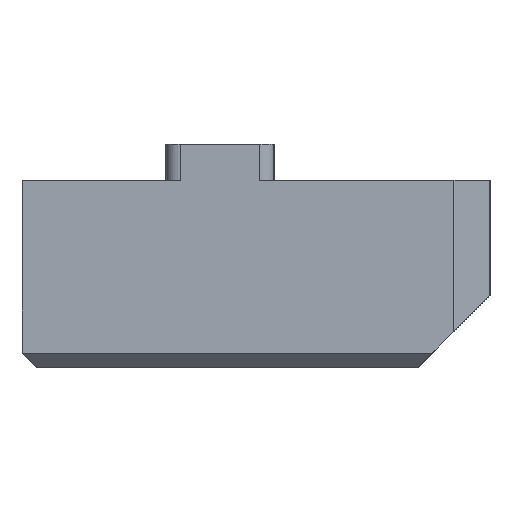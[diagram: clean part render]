
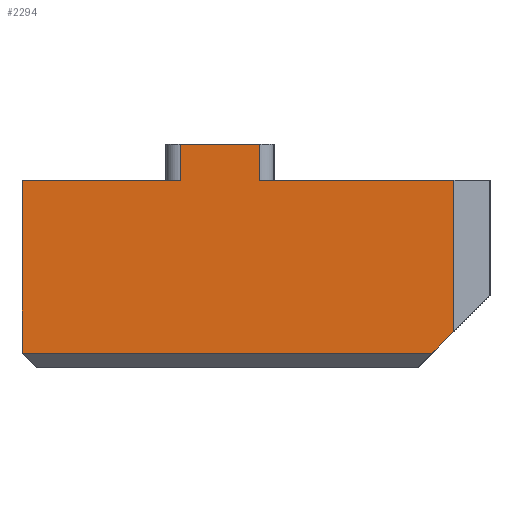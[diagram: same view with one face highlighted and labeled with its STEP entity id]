
A CAD part, left-side view. The second image highlights one B-rep face of the part: STEP entity #2294.
In plain terms, the highlighted planar face has unit normal (-1, 0, 0).
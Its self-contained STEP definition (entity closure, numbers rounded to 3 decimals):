
#73=PLANE('',#2457);
#156=FACE_OUTER_BOUND('',#289,.T.);
#289=EDGE_LOOP('',(#1644,#1645,#1646,#1647,#1648,#1649,#1650,#1651,#1652));
#443=LINE('',#3511,#677);
#445=LINE('',#3515,#679);
#449=LINE('',#3523,#683);
#450=LINE('',#3525,#684);
#451=LINE('',#3527,#685);
#452=LINE('',#3529,#686);
#453=LINE('',#3531,#687);
#454=LINE('',#3533,#688);
#455=LINE('',#3534,#689);
#677=VECTOR('',#2761,10.);
#679=VECTOR('',#2765,10.);
#683=VECTOR('',#2773,10.);
#684=VECTOR('',#2774,10.);
#685=VECTOR('',#2775,10.);
#686=VECTOR('',#2776,10.);
#687=VECTOR('',#2777,10.);
#688=VECTOR('',#2778,10.);
#689=VECTOR('',#2779,10.);
#1039=VERTEX_POINT('',#3508);
#1040=VERTEX_POINT('',#3510);
#1041=VERTEX_POINT('',#3514);
#1043=VERTEX_POINT('',#3522);
#1044=VERTEX_POINT('',#3524);
#1045=VERTEX_POINT('',#3526);
#1046=VERTEX_POINT('',#3528);
#1047=VERTEX_POINT('',#3530);
#1048=VERTEX_POINT('',#3532);
#1268=EDGE_CURVE('',#1039,#1040,#443,.T.);
#1270=EDGE_CURVE('',#1040,#1041,#445,.T.);
#1274=EDGE_CURVE('',#1043,#1039,#449,.T.);
#1275=EDGE_CURVE('',#1043,#1044,#450,.T.);
#1276=EDGE_CURVE('',#1045,#1044,#451,.T.);
#1277=EDGE_CURVE('',#1046,#1045,#452,.T.);
#1278=EDGE_CURVE('',#1047,#1046,#453,.T.);
#1279=EDGE_CURVE('',#1047,#1048,#454,.T.);
#1280=EDGE_CURVE('',#1041,#1048,#455,.T.);
#1644=ORIENTED_EDGE('',*,*,#1270,.F.);
#1645=ORIENTED_EDGE('',*,*,#1268,.F.);
#1646=ORIENTED_EDGE('',*,*,#1274,.F.);
#1647=ORIENTED_EDGE('',*,*,#1275,.T.);
#1648=ORIENTED_EDGE('',*,*,#1276,.F.);
#1649=ORIENTED_EDGE('',*,*,#1277,.F.);
#1650=ORIENTED_EDGE('',*,*,#1278,.F.);
#1651=ORIENTED_EDGE('',*,*,#1279,.T.);
#1652=ORIENTED_EDGE('',*,*,#1280,.F.);
#2294=ADVANCED_FACE('',(#156),#73,.F.);
#2457=AXIS2_PLACEMENT_3D('',#3521,#2771,#2772);
#2761=DIRECTION('',(0.,0.707,-0.707));
#2765=DIRECTION('',(0.,1.,0.));
#2771=DIRECTION('center_axis',(1.,0.,0.));
#2772=DIRECTION('ref_axis',(0.,1.,0.));
#2773=DIRECTION('',(0.,0.,-1.));
#2774=DIRECTION('',(0.,1.,0.));
#2775=DIRECTION('',(0.,0.,-1.));
#2776=DIRECTION('',(0.,-1.,0.));
#2777=DIRECTION('',(0.,0.,1.));
#2778=DIRECTION('',(0.,1.,0.));
#2779=DIRECTION('',(0.,0.,1.));
#3508=CARTESIAN_POINT('',(0.,1.,1.));
#3510=CARTESIAN_POINT('',(0.,1.6,0.4));
#3511=CARTESIAN_POINT('',(0.,1.975,0.025));
#3514=CARTESIAN_POINT('',(0.,13.,0.4));
#3515=CARTESIAN_POINT('',(0.,3.25,0.4));
#3521=CARTESIAN_POINT('Origin',(0.,6.5,2.6));
#3522=CARTESIAN_POINT('',(0.,1.,5.2));
#3523=CARTESIAN_POINT('',(0.,1.,3.9));
#3524=CARTESIAN_POINT('',(0.,6.4,5.2));
#3525=CARTESIAN_POINT('',(0.,0.,5.2));
#3526=CARTESIAN_POINT('',(0.,6.4,6.2));
#3527=CARTESIAN_POINT('',(0.,6.4,3.9));
#3528=CARTESIAN_POINT('',(0.,8.6,6.2));
#3529=CARTESIAN_POINT('',(0.,0.,6.2));
#3530=CARTESIAN_POINT('',(0.,8.6,5.2));
#3531=CARTESIAN_POINT('',(0.,8.6,3.9));
#3532=CARTESIAN_POINT('',(0.,13.,5.2));
#3533=CARTESIAN_POINT('',(0.,0.,5.2));
#3534=CARTESIAN_POINT('',(0.,13.,0.));
